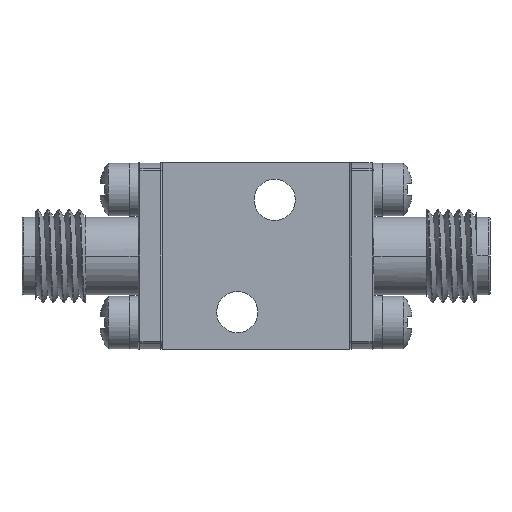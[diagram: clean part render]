
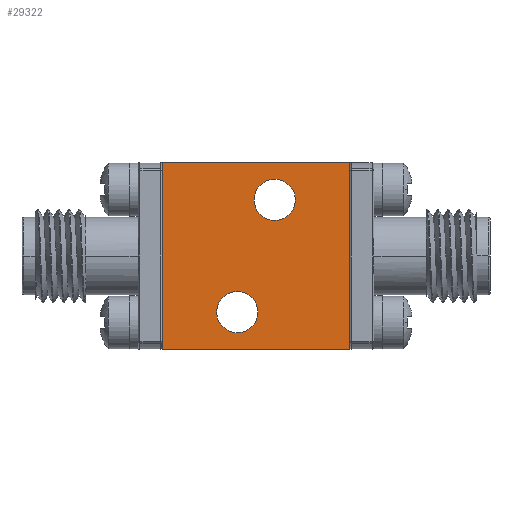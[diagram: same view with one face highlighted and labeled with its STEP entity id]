
A CAD part, front view. The second image highlights one B-rep face of the part: STEP entity #29322.
In plain terms, the highlighted planar face has unit normal (0, -1, 0).
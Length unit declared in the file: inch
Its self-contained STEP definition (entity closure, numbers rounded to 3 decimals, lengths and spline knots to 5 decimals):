
#899 = LINE ( 'NONE', #10919, #11083 ) ;
#1513 = CIRCLE ( 'NONE', #17244, 0.055 ) ;
#1733 = DIRECTION ( 'NONE',  ( 0., 0., -1. ) ) ;
#3133 = VERTEX_POINT ( 'NONE', #3225 ) ;
#3225 = CARTESIAN_POINT ( 'NONE',  ( -0.75906, -0.08227, -0.59784 ) ) ;
#3350 = ORIENTED_EDGE ( 'NONE', *, *, #5160, .F. ) ;
#3748 = CARTESIAN_POINT ( 'NONE',  ( -0.75906, -0.08227, -0.59784 ) ) ;
#4127 = DIRECTION ( 'NONE',  ( 0., 0., 1. ) ) ;
#5160 = EDGE_CURVE ( 'NONE', #3133, #28279, #24358, .T. ) ;
#5666 = DIRECTION ( 'NONE',  ( 0., 0., 1. ) ) ;
#6019 = DIRECTION ( 'NONE',  ( 0., 0., 1. ) ) ;
#6475 = CIRCLE ( 'NONE', #10101, 0.055 ) ;
#6811 = FACE_BOUND ( 'NONE', #9367, .T. ) ;
#6896 = EDGE_CURVE ( 'NONE', #26411, #25858, #6475, .T. ) ;
#7565 = EDGE_CURVE ( 'NONE', #28279, #15742, #13435, .T. ) ;
#8757 = AXIS2_PLACEMENT_3D ( 'NONE', #32195, #22220, #9415 ) ;
#8845 = DIRECTION ( 'NONE',  ( -1., 0., 0. ) ) ;
#9367 = EDGE_LOOP ( 'NONE', ( #23894, #30949 ) ) ;
#9415 = DIRECTION ( 'NONE',  ( 0., 0., 1. ) ) ;
#9791 = CIRCLE ( 'NONE', #8757, 0.055 ) ;
#10101 = AXIS2_PLACEMENT_3D ( 'NONE', #16182, #21576, #6019 ) ;
#10225 = CARTESIAN_POINT ( 'NONE',  ( -0.75906, -0.08227, -0.09784 ) ) ;
#10332 = EDGE_CURVE ( 'NONE', #15742, #27256, #899, .T. ) ;
#10919 = CARTESIAN_POINT ( 'NONE',  ( -0.25906, -0.08227, -0.09784 ) ) ;
#11083 = VECTOR ( 'NONE', #20913, 39.37008 ) ;
#11500 = ORIENTED_EDGE ( 'NONE', *, *, #10332, .F. ) ;
#11876 = CARTESIAN_POINT ( 'NONE',  ( -0.75906, -0.08227, -0.09784 ) ) ;
#11907 = PLANE ( 'NONE',  #29244 ) ;
#12043 = CARTESIAN_POINT ( 'NONE',  ( -0.55906, -0.08227, -0.44284 ) ) ;
#12090 = VERTEX_POINT ( 'NONE', #31816 ) ;
#12129 = VECTOR ( 'NONE', #30959, 39.37008 ) ;
#13435 = LINE ( 'NONE', #25779, #12129 ) ;
#13683 = CARTESIAN_POINT ( 'NONE',  ( -0.45906, -0.08227, -0.25284 ) ) ;
#15742 = VERTEX_POINT ( 'NONE', #25984 ) ;
#16182 = CARTESIAN_POINT ( 'NONE',  ( -0.45906, -0.08227, -0.19784 ) ) ;
#16506 = DIRECTION ( 'NONE',  ( 0., -1., 0. ) ) ;
#16586 = ORIENTED_EDGE ( 'NONE', *, *, #7565, .F. ) ;
#16590 = EDGE_CURVE ( 'NONE', #27256, #3133, #30966, .T. ) ;
#16694 = ORIENTED_EDGE ( 'NONE', *, *, #6896, .T. ) ;
#17244 = AXIS2_PLACEMENT_3D ( 'NONE', #26718, #26889, #19018 ) ;
#18081 = ORIENTED_EDGE ( 'NONE', *, *, #23552, .T. ) ;
#18174 = CARTESIAN_POINT ( 'NONE',  ( -0.45906, -0.08227, -0.19784 ) ) ;
#18509 = DIRECTION ( 'NONE',  ( 0., 1., 0. ) ) ;
#19018 = DIRECTION ( 'NONE',  ( 0., 0., 1. ) ) ;
#19144 = EDGE_LOOP ( 'NONE', ( #18081, #16694 ) ) ;
#19814 = CIRCLE ( 'NONE', #20874, 0.055 ) ;
#20874 = AXIS2_PLACEMENT_3D ( 'NONE', #18174, #18509, #5666 ) ;
#20913 = DIRECTION ( 'NONE',  ( 0., 0., -1. ) ) ;
#21576 = DIRECTION ( 'NONE',  ( 0., 1., 0. ) ) ;
#22006 = EDGE_CURVE ( 'NONE', #24329, #12090, #9791, .T. ) ;
#22220 = DIRECTION ( 'NONE',  ( 0., 1., 0. ) ) ;
#23552 = EDGE_CURVE ( 'NONE', #25858, #26411, #19814, .T. ) ;
#23894 = ORIENTED_EDGE ( 'NONE', *, *, #22006, .T. ) ;
#24329 = VERTEX_POINT ( 'NONE', #12043 ) ;
#24358 = LINE ( 'NONE', #11876, #30927 ) ;
#25779 = CARTESIAN_POINT ( 'NONE',  ( -0.75906, -0.08227, -0.09784 ) ) ;
#25858 = VERTEX_POINT ( 'NONE', #28346 ) ;
#25984 = CARTESIAN_POINT ( 'NONE',  ( -0.25906, -0.08227, -0.09784 ) ) ;
#26411 = VERTEX_POINT ( 'NONE', #13683 ) ;
#26542 = CARTESIAN_POINT ( 'NONE',  ( -0.50906, -0.08227, -0.34784 ) ) ;
#26718 = CARTESIAN_POINT ( 'NONE',  ( -0.55906, -0.08227, -0.49784 ) ) ;
#26889 = DIRECTION ( 'NONE',  ( 0., 1., 0. ) ) ;
#27256 = VERTEX_POINT ( 'NONE', #28924 ) ;
#28279 = VERTEX_POINT ( 'NONE', #10225 ) ;
#28346 = CARTESIAN_POINT ( 'NONE',  ( -0.45906, -0.08227, -0.14284 ) ) ;
#28924 = CARTESIAN_POINT ( 'NONE',  ( -0.25906, -0.08227, -0.59784 ) ) ;
#28945 = ORIENTED_EDGE ( 'NONE', *, *, #16590, .F. ) ;
#29112 = FACE_BOUND ( 'NONE', #19144, .T. ) ;
#29244 = AXIS2_PLACEMENT_3D ( 'NONE', #26542, #16506, #1733 ) ;
#29255 = FACE_OUTER_BOUND ( 'NONE', #32060, .T. ) ;
#29322 = ADVANCED_FACE ( 'NONE', ( #6811, #29112, #29255 ), #11907, .T. ) ;
#29946 = VECTOR ( 'NONE', #8845, 39.37008 ) ;
#30145 = EDGE_CURVE ( 'NONE', #12090, #24329, #1513, .T. ) ;
#30927 = VECTOR ( 'NONE', #4127, 39.37008 ) ;
#30949 = ORIENTED_EDGE ( 'NONE', *, *, #30145, .T. ) ;
#30959 = DIRECTION ( 'NONE',  ( 1., 0., 0. ) ) ;
#30966 = LINE ( 'NONE', #3748, #29946 ) ;
#31816 = CARTESIAN_POINT ( 'NONE',  ( -0.55906, -0.08227, -0.55284 ) ) ;
#32060 = EDGE_LOOP ( 'NONE', ( #11500, #16586, #3350, #28945 ) ) ;
#32195 = CARTESIAN_POINT ( 'NONE',  ( -0.55906, -0.08227, -0.49784 ) ) ;
